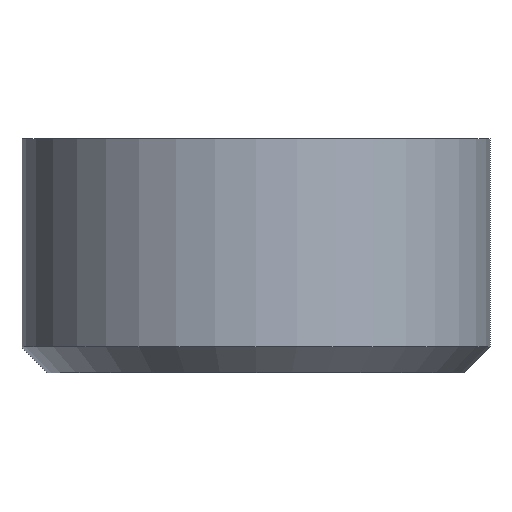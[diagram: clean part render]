
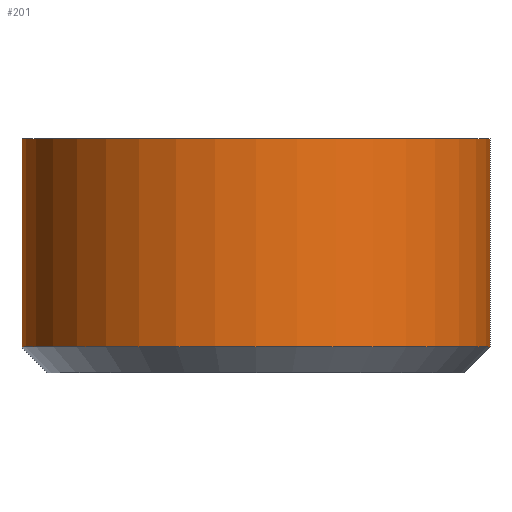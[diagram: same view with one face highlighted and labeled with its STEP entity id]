
A CAD part, front view. The second image highlights one B-rep face of the part: STEP entity #201.
In plain terms, the highlighted cylindrical face has radius 18 mm (diameter 36 mm), a full revolution.
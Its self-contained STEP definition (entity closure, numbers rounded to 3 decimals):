
#27=CYLINDRICAL_SURFACE('',#230,18.);
#30=FACE_OUTER_BOUND('',#43,.T.);
#43=EDGE_LOOP('',(#151,#152,#153,#154));
#58=LINE('',#314,#79);
#79=VECTOR('',#258,18.);
#99=CIRCLE('',#228,18.);
#101=CIRCLE('',#231,18.);
#104=VERTEX_POINT('',#306);
#106=VERTEX_POINT('',#312);
#121=EDGE_CURVE('',#104,#104,#99,.T.);
#124=EDGE_CURVE('',#106,#106,#101,.T.);
#125=EDGE_CURVE('',#106,#104,#58,.T.);
#151=ORIENTED_EDGE('',*,*,#124,.F.);
#152=ORIENTED_EDGE('',*,*,#125,.T.);
#153=ORIENTED_EDGE('',*,*,#121,.F.);
#154=ORIENTED_EDGE('',*,*,#125,.F.);
#201=ADVANCED_FACE('',(#30),#27,.T.);
#228=AXIS2_PLACEMENT_3D('',#307,#249,#250);
#230=AXIS2_PLACEMENT_3D('',#311,#254,#255);
#231=AXIS2_PLACEMENT_3D('',#313,#256,#257);
#249=DIRECTION('center_axis',(0.,0.,-1.));
#250=DIRECTION('ref_axis',(1.,0.,0.));
#254=DIRECTION('center_axis',(0.,0.,1.));
#255=DIRECTION('ref_axis',(1.,0.,0.));
#256=DIRECTION('center_axis',(0.,0.,1.));
#257=DIRECTION('ref_axis',(1.,0.,0.));
#258=DIRECTION('',(0.,0.,-1.));
#306=CARTESIAN_POINT('',(-18.,0.,2.));
#307=CARTESIAN_POINT('Origin',(0.,0.,2.));
#311=CARTESIAN_POINT('Origin',(0.,0.,0.));
#312=CARTESIAN_POINT('',(-18.,0.,18.));
#313=CARTESIAN_POINT('Origin',(0.,0.,18.));
#314=CARTESIAN_POINT('',(-18.,0.,0.));
